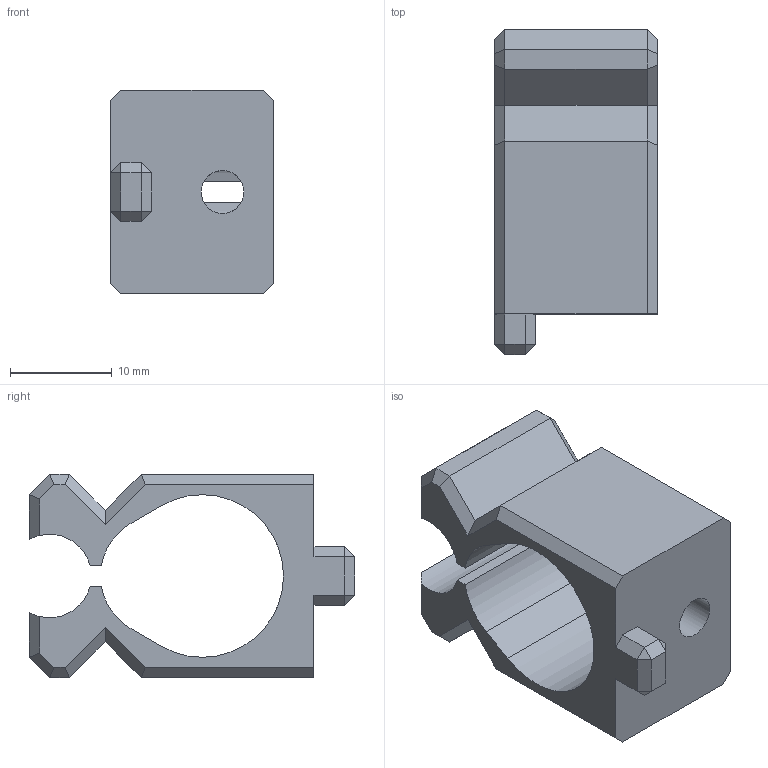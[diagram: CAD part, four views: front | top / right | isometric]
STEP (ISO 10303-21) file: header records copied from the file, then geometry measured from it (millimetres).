
FILE_DESCRIPTION(('FreeCAD Model'),'2;1');
FILE_NAME('Open CASCADE Shape Model','2023-03-01T11:58:08',('Author'),( ''),'Open CASCADE STEP processor 7.5','FreeCAD','Unknown');
FILE_SCHEMA(('AUTOMOTIVE_DESIGN { 1 0 10303 214 1 1 1 1 }'));
Length unit declared in the file: millimetre
Products named in the file (1): M8.rod.clamp
Bounding box: 16 x 32 x 20 mm (x, y, z)
Volume: 4231.6 mm3; surface area: 3090.7 mm2
Topology: 1 solids, 1 shells, 68 faces, 162 edges, 98 vertices
Faces by surface type: plane 60, cylinder 8
Full cylindrical faces by diameter (mm): 4.2 x1
Entity records: 4357 total; most frequent: CARTESIAN_POINT 1074, DIRECTION 595, LINE 413, VECTOR 413, ORIENTED_EDGE 324, PCURVE 324, DEFINITIONAL_REPRESENTATION 324, EDGE_CURVE 162
